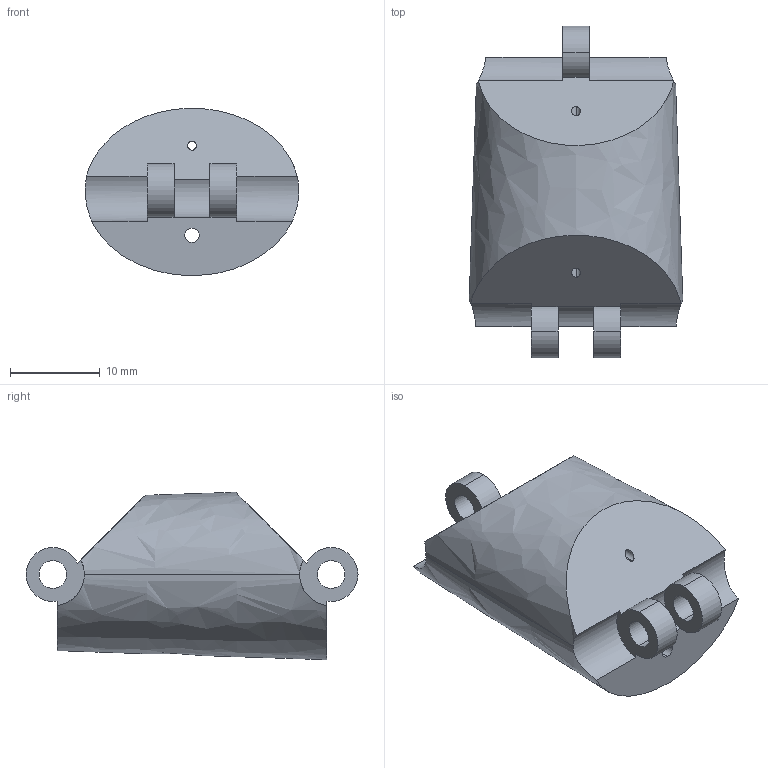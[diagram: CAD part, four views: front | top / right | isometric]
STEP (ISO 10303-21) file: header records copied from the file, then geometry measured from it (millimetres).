
FILE_DESCRIPTION (( 'STEP AP214' ), '1' );
FILE_NAME ('Thumb1.STEP', '2026-02-16T16:40:21', ( '' ), ( '' ), 'SwSTEP 2.0', 'SolidWorks 2025', '' );
FILE_SCHEMA (( 'AUTOMOTIVE_DESIGN' ));
Length unit declared in the file: millimetre
Products named in the file (1): Thumb1
Bounding box: 23.8 x 37 x 18.65 mm (x, y, z)
Volume: 7897.2 mm3; surface area: 2769.7 mm2
Topology: 1 solids, 1 shells, 36 faces, 98 edges, 64 vertices
Faces by surface type: cylinder 24, plane 10, bspline 2
Entity records: 1491 total; most frequent: CARTESIAN_POINT 545, ORIENTED_EDGE 196, DIRECTION 190, EDGE_CURVE 98, AXIS2_PLACEMENT_3D 75, VERTEX_POINT 64, EDGE_LOOP 46, CIRCLE 40
